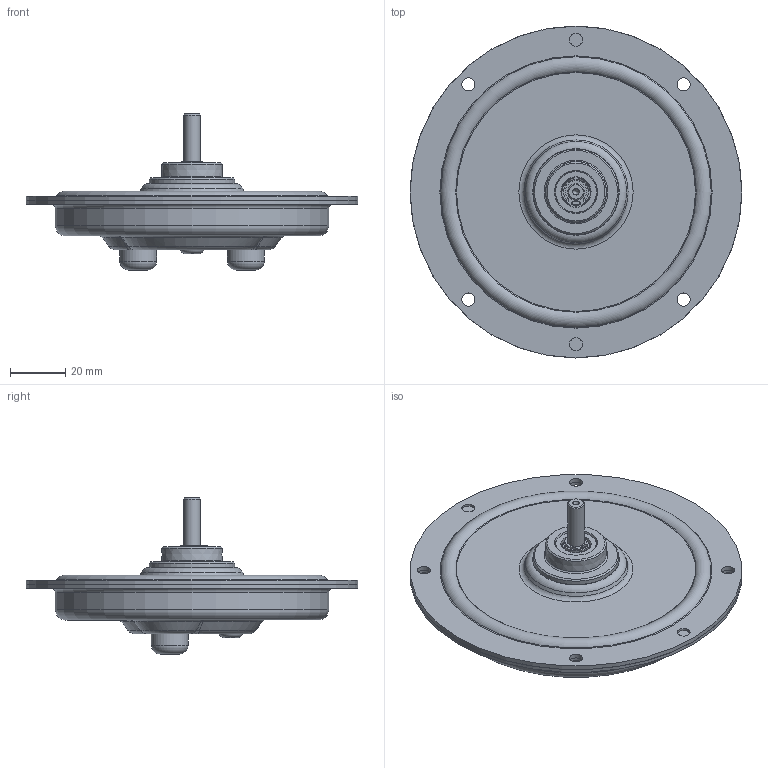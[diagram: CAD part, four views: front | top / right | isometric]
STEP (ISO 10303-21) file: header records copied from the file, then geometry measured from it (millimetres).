
FILE_DESCRIPTION (( 'STEP AP214' ), '1' );
FILE_NAME ('005049.STEP', '2023-03-27T07:18:19', ( '' ), ( '' ), 'SwSTEP 2.0', 'SolidWorks 2021', '' );
FILE_SCHEMA (( 'AUTOMOTIVE_DESIGN' ));
Length unit declared in the file: millimetre
Products named in the file (1): 005049
Bounding box: 120 x 120 x 56.41 mm (x, y, z)
Surface area: 36946 mm2 (no closed solid volume)
Topology: 0 solids, 51 shells, 378 faces, 2395 edges, 2029 vertices
Faces by surface type: plane 212, bspline 67, cylinder 36, sphere 31, torus 20, cone 12
Full cylindrical faces by diameter (mm): 3.2 x1, 4.648 x2, 4.69 x2, 4.75 x8, 6 x1, 7 x1, 8.1 x1, 8.9 x1, 10.9 x1, 13.34 x2, 98.79 x1, 119.9 x1, 120 x1
Entity records: 36881 total; most frequent: CARTESIAN_POINT 17144, ORIENTED_EDGE 2826, EDGE_CURVE 2344, DIRECTION 2284, VERTEX_POINT 2021, LINE 1298, VECTOR 1298, B_SPLINE_CURVE_WITH_KNOTS 865
